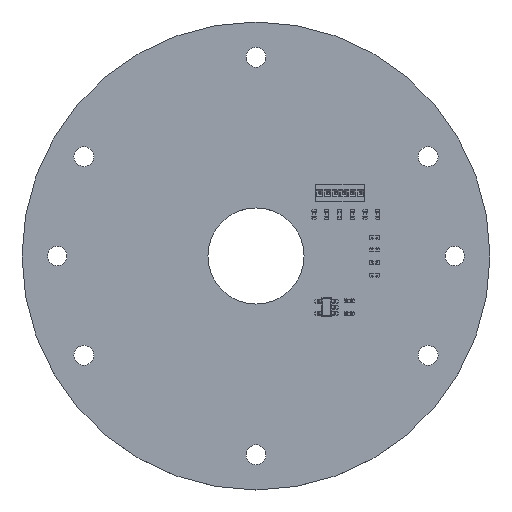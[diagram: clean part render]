
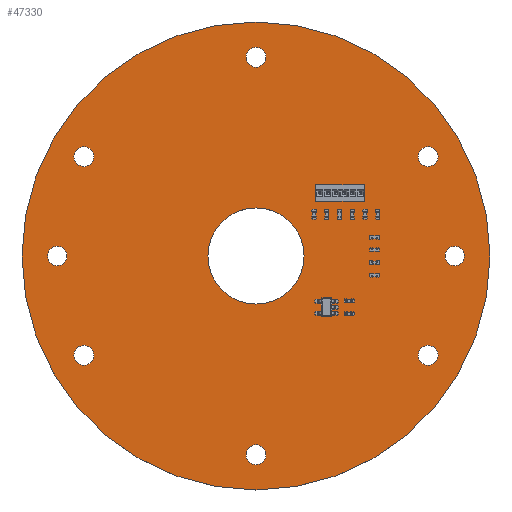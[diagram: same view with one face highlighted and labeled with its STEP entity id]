
A CAD part, top view. The second image highlights one B-rep face of the part: STEP entity #47330.
In plain terms, the highlighted planar face has unit normal (0, 0, 1).
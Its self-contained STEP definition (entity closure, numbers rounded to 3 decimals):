
#46971 = VERTEX_POINT('',#46972);
#46972 = CARTESIAN_POINT('',(-105.5,100.,1.6));
#46978 = EDGE_CURVE('',#46971,#46971,#46979,.T.);
#46979 = CIRCLE('',#46980,36.5);
#46980 = AXIS2_PLACEMENT_3D('',#46981,#46982,#46983);
#46981 = CARTESIAN_POINT('',(-142.,100.,1.6));
#46982 = DIRECTION('',(0.,0.,1.));
#46983 = DIRECTION('',(1.,0.,-0.));
#47004 = VERTEX_POINT('',#47005);
#47005 = CARTESIAN_POINT('',(-140.45,69.,1.6));
#47011 = EDGE_CURVE('',#47004,#47004,#47012,.T.);
#47012 = CIRCLE('',#47013,1.55);
#47013 = AXIS2_PLACEMENT_3D('',#47014,#47015,#47016);
#47014 = CARTESIAN_POINT('',(-142.,69.,1.6));
#47015 = DIRECTION('',(0.,0.,1.));
#47016 = DIRECTION('',(1.,0.,-0.));
#47037 = VERTEX_POINT('',#47038);
#47038 = CARTESIAN_POINT('',(-167.297,84.5,1.6));
#47044 = EDGE_CURVE('',#47037,#47037,#47045,.T.);
#47045 = CIRCLE('',#47046,1.55);
#47046 = AXIS2_PLACEMENT_3D('',#47047,#47048,#47049);
#47047 = CARTESIAN_POINT('',(-168.847,84.5,1.6));
#47048 = DIRECTION('',(0.,0.,1.));
#47049 = DIRECTION('',(1.,0.,-0.));
#47070 = VERTEX_POINT('',#47071);
#47071 = CARTESIAN_POINT('',(-113.603,84.5,1.6));
#47077 = EDGE_CURVE('',#47070,#47070,#47078,.T.);
#47078 = CIRCLE('',#47079,1.55);
#47079 = AXIS2_PLACEMENT_3D('',#47080,#47081,#47082);
#47080 = CARTESIAN_POINT('',(-115.153,84.5,1.6));
#47081 = DIRECTION('',(0.,0.,1.));
#47082 = DIRECTION('',(1.,0.,-0.));
#47103 = VERTEX_POINT('',#47104);
#47104 = CARTESIAN_POINT('',(-134.5,100.,1.6));
#47110 = EDGE_CURVE('',#47103,#47103,#47111,.T.);
#47111 = CIRCLE('',#47112,7.5);
#47112 = AXIS2_PLACEMENT_3D('',#47113,#47114,#47115);
#47113 = CARTESIAN_POINT('',(-142.,100.,1.6));
#47114 = DIRECTION('',(0.,0.,1.));
#47115 = DIRECTION('',(1.,0.,-0.));
#47136 = VERTEX_POINT('',#47137);
#47137 = CARTESIAN_POINT('',(-171.5,100.,1.6));
#47143 = EDGE_CURVE('',#47136,#47136,#47144,.T.);
#47144 = CIRCLE('',#47145,1.5);
#47145 = AXIS2_PLACEMENT_3D('',#47146,#47147,#47148);
#47146 = CARTESIAN_POINT('',(-173.,100.,1.6));
#47147 = DIRECTION('',(0.,0.,1.));
#47148 = DIRECTION('',(1.,0.,-0.));
#47169 = VERTEX_POINT('',#47170);
#47170 = CARTESIAN_POINT('',(-109.5,100.,1.6));
#47176 = EDGE_CURVE('',#47169,#47169,#47177,.T.);
#47177 = CIRCLE('',#47178,1.5);
#47178 = AXIS2_PLACEMENT_3D('',#47179,#47180,#47181);
#47179 = CARTESIAN_POINT('',(-111.,100.,1.6));
#47180 = DIRECTION('',(0.,0.,1.));
#47181 = DIRECTION('',(1.,0.,-0.));
#47202 = VERTEX_POINT('',#47203);
#47203 = CARTESIAN_POINT('',(-167.297,115.5,1.6));
#47209 = EDGE_CURVE('',#47202,#47202,#47210,.T.);
#47210 = CIRCLE('',#47211,1.55);
#47211 = AXIS2_PLACEMENT_3D('',#47212,#47213,#47214);
#47212 = CARTESIAN_POINT('',(-168.847,115.5,1.6));
#47213 = DIRECTION('',(0.,0.,1.));
#47214 = DIRECTION('',(1.,0.,-0.));
#47235 = VERTEX_POINT('',#47236);
#47236 = CARTESIAN_POINT('',(-113.603,115.5,1.6));
#47242 = EDGE_CURVE('',#47235,#47235,#47243,.T.);
#47243 = CIRCLE('',#47244,1.55);
#47244 = AXIS2_PLACEMENT_3D('',#47245,#47246,#47247);
#47245 = CARTESIAN_POINT('',(-115.153,115.5,1.6));
#47246 = DIRECTION('',(0.,0.,1.));
#47247 = DIRECTION('',(1.,0.,-0.));
#47268 = VERTEX_POINT('',#47269);
#47269 = CARTESIAN_POINT('',(-140.45,131.,1.6));
#47275 = EDGE_CURVE('',#47268,#47268,#47276,.T.);
#47276 = CIRCLE('',#47277,1.55);
#47277 = AXIS2_PLACEMENT_3D('',#47278,#47279,#47280);
#47278 = CARTESIAN_POINT('',(-142.,131.,1.6));
#47279 = DIRECTION('',(0.,0.,1.));
#47280 = DIRECTION('',(1.,0.,-0.));
#47330 = ADVANCED_FACE('',(#47331,#47334,#47337,#47340,#47343,#47346,
    #47349,#47352,#47355,#47358),#47361,.T.);
#47331 = FACE_BOUND('',#47332,.T.);
#47332 = EDGE_LOOP('',(#47333));
#47333 = ORIENTED_EDGE('',*,*,#46978,.T.);
#47334 = FACE_BOUND('',#47335,.T.);
#47335 = EDGE_LOOP('',(#47336));
#47336 = ORIENTED_EDGE('',*,*,#47011,.T.);
#47337 = FACE_BOUND('',#47338,.T.);
#47338 = EDGE_LOOP('',(#47339));
#47339 = ORIENTED_EDGE('',*,*,#47044,.T.);
#47340 = FACE_BOUND('',#47341,.T.);
#47341 = EDGE_LOOP('',(#47342));
#47342 = ORIENTED_EDGE('',*,*,#47077,.T.);
#47343 = FACE_BOUND('',#47344,.T.);
#47344 = EDGE_LOOP('',(#47345));
#47345 = ORIENTED_EDGE('',*,*,#47110,.T.);
#47346 = FACE_BOUND('',#47347,.T.);
#47347 = EDGE_LOOP('',(#47348));
#47348 = ORIENTED_EDGE('',*,*,#47143,.T.);
#47349 = FACE_BOUND('',#47350,.T.);
#47350 = EDGE_LOOP('',(#47351));
#47351 = ORIENTED_EDGE('',*,*,#47176,.T.);
#47352 = FACE_BOUND('',#47353,.T.);
#47353 = EDGE_LOOP('',(#47354));
#47354 = ORIENTED_EDGE('',*,*,#47209,.T.);
#47355 = FACE_BOUND('',#47356,.T.);
#47356 = EDGE_LOOP('',(#47357));
#47357 = ORIENTED_EDGE('',*,*,#47242,.T.);
#47358 = FACE_BOUND('',#47359,.T.);
#47359 = EDGE_LOOP('',(#47360));
#47360 = ORIENTED_EDGE('',*,*,#47275,.T.);
#47361 = PLANE('',#47362);
#47362 = AXIS2_PLACEMENT_3D('',#47363,#47364,#47365);
#47363 = CARTESIAN_POINT('',(-142.,100.,1.6));
#47364 = DIRECTION('',(0.,0.,1.));
#47365 = DIRECTION('',(1.,0.,-0.));
